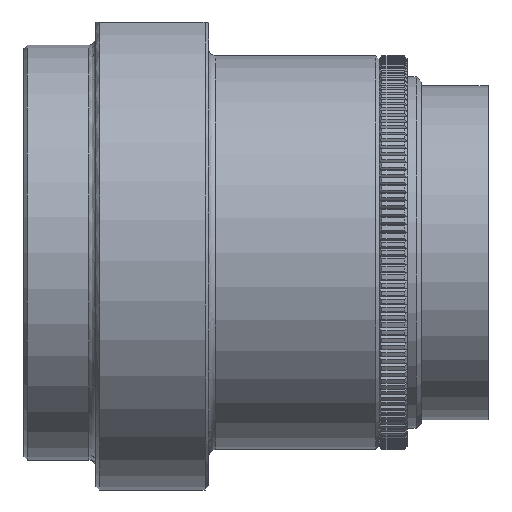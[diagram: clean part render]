
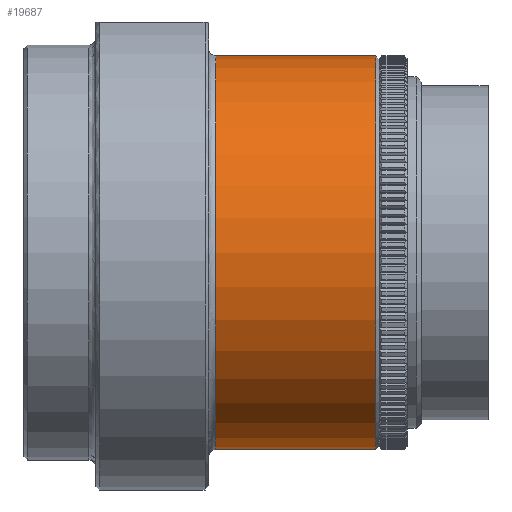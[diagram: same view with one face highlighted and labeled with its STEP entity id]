
A CAD part, front view. The second image highlights one B-rep face of the part: STEP entity #19687.
In plain terms, the highlighted cylindrical face has radius 56 mm (diameter 112 mm), a partial arc.
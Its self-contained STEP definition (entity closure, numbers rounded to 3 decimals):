
#664 = VERTEX_POINT ( 'NONE', #6478 ) ;
#807 = EDGE_CURVE ( 'NONE', #6722, #3190, #4648, .T. ) ;
#1078 = CARTESIAN_POINT ( 'NONE',  ( 266.662, 197.95, -55.04 ) ) ;
#1085 = CARTESIAN_POINT ( 'NONE',  ( 314.162, 197.95, 0.96 ) ) ;
#2766 = DIRECTION ( 'NONE',  ( 1., 0., 0. ) ) ;
#2801 = CARTESIAN_POINT ( 'NONE',  ( 268.662, 197.95, -55.04 ) ) ;
#2973 = DIRECTION ( 'NONE',  ( 0., 0., -1. ) ) ;
#3055 = CARTESIAN_POINT ( 'NONE',  ( 268.662, 197.95, 56.96 ) ) ;
#3190 = VERTEX_POINT ( 'NONE', #3055 ) ;
#3645 = FACE_OUTER_BOUND ( 'NONE', #23976, .T. ) ;
#3653 = VECTOR ( 'NONE', #12380, 1000. ) ;
#3840 = ORIENTED_EDGE ( 'NONE', *, *, #16365, .F. ) ;
#4648 = CIRCLE ( 'NONE', #18684, 56. ) ;
#5091 = EDGE_CURVE ( 'NONE', #21978, #664, #21807, .T. ) ;
#5603 = CARTESIAN_POINT ( 'NONE',  ( 314.162, 197.95, -55.04 ) ) ;
#5696 = DIRECTION ( 'NONE',  ( 1., 0., 0. ) ) ;
#6478 = CARTESIAN_POINT ( 'NONE',  ( 314.162, 197.95, 56.96 ) ) ;
#6722 = VERTEX_POINT ( 'NONE', #2801 ) ;
#7593 = AXIS2_PLACEMENT_3D ( 'NONE', #1085, #14401, #2973 ) ;
#8262 = CARTESIAN_POINT ( 'NONE',  ( 268.662, 197.95, 0.96 ) ) ;
#9409 = EDGE_CURVE ( 'NONE', #6722, #21978, #23892, .T. ) ;
#9419 = ORIENTED_EDGE ( 'NONE', *, *, #5091, .T. ) ;
#10162 = DIRECTION ( 'NONE',  ( 0., 0., 1. ) ) ;
#12380 = DIRECTION ( 'NONE',  ( 1., 0., 0. ) ) ;
#12984 = VECTOR ( 'NONE', #2766, 1000. ) ;
#13007 = ORIENTED_EDGE ( 'NONE', *, *, #9409, .T. ) ;
#13298 = DIRECTION ( 'NONE',  ( 0., 0., -1. ) ) ;
#14187 = CARTESIAN_POINT ( 'NONE',  ( 266.662, 197.95, 56.96 ) ) ;
#14401 = DIRECTION ( 'NONE',  ( -1., 0., 0. ) ) ;
#15209 = CARTESIAN_POINT ( 'NONE',  ( 266.662, 197.95, 0.96 ) ) ;
#16365 = EDGE_CURVE ( 'NONE', #3190, #664, #23074, .T. ) ;
#18684 = AXIS2_PLACEMENT_3D ( 'NONE', #8262, #21586, #10162 ) ;
#19687 = ADVANCED_FACE ( 'NONE', ( #3645 ), #22694, .T. ) ;
#21161 = AXIS2_PLACEMENT_3D ( 'NONE', #15209, #5696, #13298 ) ;
#21586 = DIRECTION ( 'NONE',  ( -1., 0., 0. ) ) ;
#21807 = CIRCLE ( 'NONE', #7593, 56. ) ;
#21978 = VERTEX_POINT ( 'NONE', #5603 ) ;
#22420 = ORIENTED_EDGE ( 'NONE', *, *, #807, .F. ) ;
#22694 = CYLINDRICAL_SURFACE ( 'NONE', #21161, 56. ) ;
#23074 = LINE ( 'NONE', #14187, #12984 ) ;
#23892 = LINE ( 'NONE', #1078, #3653 ) ;
#23976 = EDGE_LOOP ( 'NONE', ( #3840, #22420, #13007, #9419 ) ) ;
